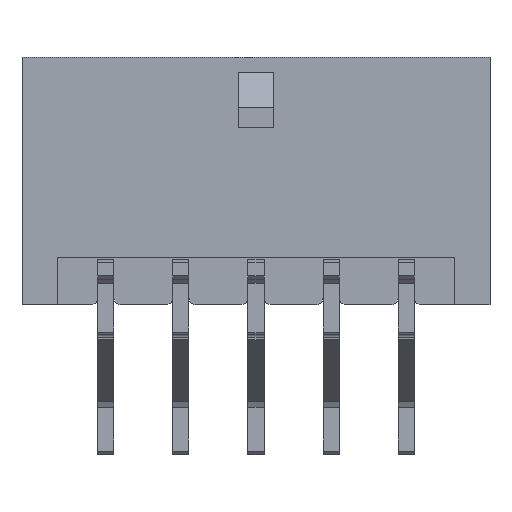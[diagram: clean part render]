
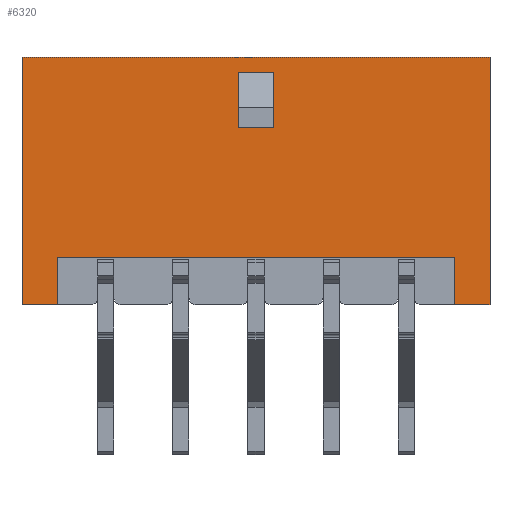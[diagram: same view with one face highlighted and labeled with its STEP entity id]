
A CAD part, left-side view. The second image highlights one B-rep face of the part: STEP entity #6320.
In plain terms, the highlighted planar face has unit normal (-1, 0, 0).
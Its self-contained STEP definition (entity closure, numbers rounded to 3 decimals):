
#886=ORIENTED_EDGE('',*,*,#2523,.T.);
#887=ORIENTED_EDGE('',*,*,#2524,.T.);
#888=ORIENTED_EDGE('',*,*,#2525,.F.);
#889=ORIENTED_EDGE('',*,*,#2526,.F.);
#890=ORIENTED_EDGE('',*,*,#2527,.F.);
#891=ORIENTED_EDGE('',*,*,#2491,.F.);
#892=ORIENTED_EDGE('',*,*,#2515,.T.);
#893=ORIENTED_EDGE('',*,*,#2127,.T.);
#894=ORIENTED_EDGE('',*,*,#2517,.F.);
#895=ORIENTED_EDGE('',*,*,#2499,.F.);
#896=ORIENTED_EDGE('',*,*,#2528,.F.);
#897=ORIENTED_EDGE('',*,*,#2529,.F.);
#2127=EDGE_CURVE('',#3034,#3033,#3656,.T.);
#2491=EDGE_CURVE('',#3294,#3290,#3980,.T.);
#2499=EDGE_CURVE('',#3300,#3301,#3988,.T.);
#2515=EDGE_CURVE('',#3294,#3034,#4004,.T.);
#2517=EDGE_CURVE('',#3301,#3033,#4006,.T.);
#2523=EDGE_CURVE('',#3311,#3312,#4012,.T.);
#2524=EDGE_CURVE('',#3312,#3313,#4013,.T.);
#2525=EDGE_CURVE('',#3314,#3313,#4014,.T.);
#2526=EDGE_CURVE('',#3311,#3314,#4015,.T.);
#2527=EDGE_CURVE('',#3290,#3315,#4016,.T.);
#2528=EDGE_CURVE('',#3316,#3300,#4017,.T.);
#2529=EDGE_CURVE('',#3315,#3316,#4018,.T.);
#3033=VERTEX_POINT('',#8849);
#3034=VERTEX_POINT('',#8851);
#3290=VERTEX_POINT('',#9548);
#3294=VERTEX_POINT('',#9557);
#3300=VERTEX_POINT('',#9573);
#3301=VERTEX_POINT('',#9575);
#3311=VERTEX_POINT('',#9615);
#3312=VERTEX_POINT('',#9616);
#3313=VERTEX_POINT('',#9618);
#3314=VERTEX_POINT('',#9620);
#3315=VERTEX_POINT('',#9623);
#3316=VERTEX_POINT('',#9625);
#3656=LINE('',#8850,#4519);
#3980=LINE('',#9558,#4843);
#3988=LINE('',#9574,#4851);
#4004=LINE('',#9601,#4867);
#4006=LINE('',#9604,#4869);
#4012=LINE('',#9614,#4875);
#4013=LINE('',#9617,#4876);
#4014=LINE('',#9619,#4877);
#4015=LINE('',#9621,#4878);
#4016=LINE('',#9622,#4879);
#4017=LINE('',#9624,#4880);
#4018=LINE('',#9626,#4881);
#4519=VECTOR('',#7116,1000.);
#4843=VECTOR('',#7686,1000.);
#4851=VECTOR('',#7698,1000.);
#4867=VECTOR('',#7718,1000.);
#4869=VECTOR('',#7722,1000.);
#4875=VECTOR('',#7734,1000.);
#4876=VECTOR('',#7735,1000.);
#4877=VECTOR('',#7736,1000.);
#4878=VECTOR('',#7737,1000.);
#4879=VECTOR('',#7738,1000.);
#4880=VECTOR('',#7739,1000.);
#4881=VECTOR('',#7740,1000.);
#5370=EDGE_LOOP('',(#886,#887,#888,#889));
#5371=EDGE_LOOP('',(#890,#891,#892,#893,#894,#895,#896,#897));
#5709=FACE_BOUND('',#5370,.T.);
#5710=FACE_BOUND('',#5371,.T.);
#6014=PLANE('',#6723);
#6320=ADVANCED_FACE('',(#5709,#5710),#6014,.T.);
#6723=AXIS2_PLACEMENT_3D('',#9613,#7732,#7733);
#7116=DIRECTION('',(0.,1.,0.));
#7686=DIRECTION('',(0.,1.,0.));
#7698=DIRECTION('',(0.,1.,0.));
#7718=DIRECTION('',(0.,0.,1.));
#7722=DIRECTION('',(0.,0.,1.));
#7732=DIRECTION('',(-1.,0.,0.));
#7733=DIRECTION('',(0.,0.,1.));
#7734=DIRECTION('',(0.,0.,1.));
#7735=DIRECTION('',(0.,-1.,0.));
#7736=DIRECTION('',(0.,0.,1.));
#7737=DIRECTION('',(0.,-1.,0.));
#7738=DIRECTION('',(0.,0.,1.));
#7739=DIRECTION('',(0.,0.,-1.));
#7740=DIRECTION('',(0.,1.,0.));
#8849=CARTESIAN_POINT('',(-3.43,9.35,4.95));
#8850=CARTESIAN_POINT('',(-3.43,-9.35,4.95));
#8851=CARTESIAN_POINT('',(-3.43,-9.35,4.95));
#9548=CARTESIAN_POINT('',(-3.43,-7.94,-4.95));
#9557=CARTESIAN_POINT('',(-3.43,-9.35,-4.95));
#9558=CARTESIAN_POINT('',(-3.43,-9.35,-4.95));
#9573=CARTESIAN_POINT('',(-3.43,7.94,-4.95));
#9574=CARTESIAN_POINT('',(-3.43,-9.35,-4.95));
#9575=CARTESIAN_POINT('',(-3.43,9.35,-4.95));
#9601=CARTESIAN_POINT('',(-3.43,-9.35,-4.95));
#9604=CARTESIAN_POINT('',(-3.43,9.35,-4.95));
#9613=CARTESIAN_POINT('',(-3.43,-9.35,-4.95));
#9614=CARTESIAN_POINT('',(-3.43,0.7,2.15));
#9615=CARTESIAN_POINT('',(-3.43,0.7,2.15));
#9616=CARTESIAN_POINT('',(-3.43,0.7,4.35));
#9617=CARTESIAN_POINT('',(-3.43,0.7,4.35));
#9618=CARTESIAN_POINT('',(-3.43,-0.7,4.35));
#9619=CARTESIAN_POINT('',(-3.43,-0.7,2.15));
#9620=CARTESIAN_POINT('',(-3.43,-0.7,2.15));
#9621=CARTESIAN_POINT('',(-3.43,0.7,2.15));
#9622=CARTESIAN_POINT('',(-3.43,-7.94,-4.95));
#9623=CARTESIAN_POINT('',(-3.43,-7.94,-3.05));
#9624=CARTESIAN_POINT('',(-3.43,7.94,-3.05));
#9625=CARTESIAN_POINT('',(-3.43,7.94,-3.05));
#9626=CARTESIAN_POINT('',(-3.43,-7.94,-3.05));
